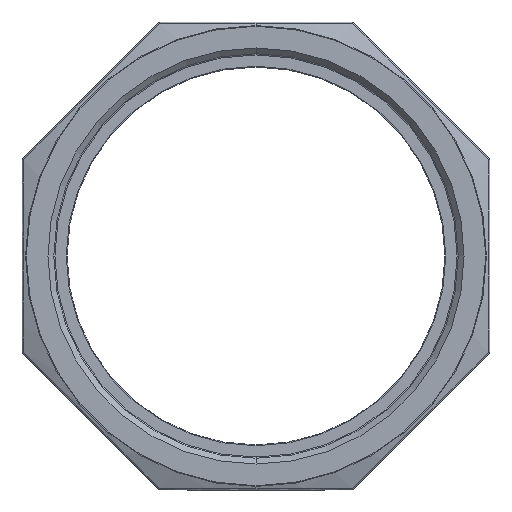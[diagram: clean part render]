
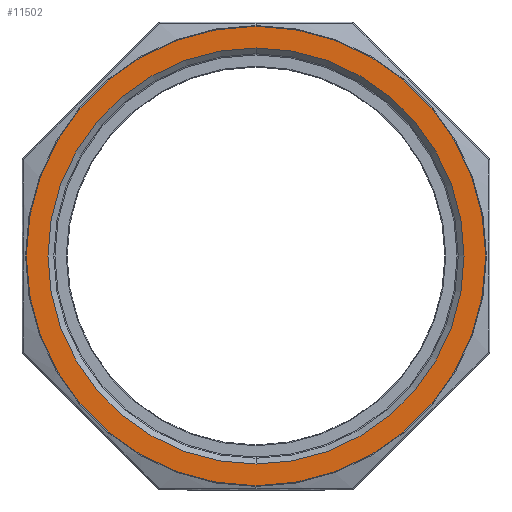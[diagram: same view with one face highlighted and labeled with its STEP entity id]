
A CAD part, left-side view. The second image highlights one B-rep face of the part: STEP entity #11502.
In plain terms, the highlighted planar face has unit normal (-1, 0, 0).
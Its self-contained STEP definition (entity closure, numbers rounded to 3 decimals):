
#67 = CARTESIAN_POINT ( 'NONE',  ( -30., 0., 0. ) ) ;
#179 = CIRCLE ( 'NONE', #17434, 58.912 ) ;
#758 = CARTESIAN_POINT ( 'NONE',  ( -30., 0., -58.912 ) ) ;
#1130 = DIRECTION ( 'NONE',  ( 0., 0., 1. ) ) ;
#1460 = DIRECTION ( 'NONE',  ( 0., 0., -1. ) ) ;
#2078 = FACE_BOUND ( 'NONE', #20542, .T. ) ;
#2302 = AXIS2_PLACEMENT_3D ( 'NONE', #11164, #4665, #1130 ) ;
#2686 = EDGE_CURVE ( 'NONE', #8662, #13988, #19680, .T. ) ;
#2972 = CARTESIAN_POINT ( 'NONE',  ( -30., 66.86, 0. ) ) ;
#3176 = CARTESIAN_POINT ( 'NONE',  ( -30., 0., 0. ) ) ;
#3315 = ORIENTED_EDGE ( 'NONE', *, *, #9652, .T. ) ;
#4646 = DIRECTION ( 'NONE',  ( -1., 0., 0. ) ) ;
#4665 = DIRECTION ( 'NONE',  ( -1., 0., 0. ) ) ;
#5241 = EDGE_LOOP ( 'NONE', ( #5354, #3315 ) ) ;
#5306 = CARTESIAN_POINT ( 'NONE',  ( -30., 0., 53.34 ) ) ;
#5354 = ORIENTED_EDGE ( 'NONE', *, *, #20905, .T. ) ;
#6399 = CARTESIAN_POINT ( 'NONE',  ( -30., 0., 58.912 ) ) ;
#7904 = VERTEX_POINT ( 'NONE', #6399 ) ;
#8066 = FACE_OUTER_BOUND ( 'NONE', #5241, .T. ) ;
#8432 = DIRECTION ( 'NONE',  ( 1., 0., 0. ) ) ;
#8662 = VERTEX_POINT ( 'NONE', #5306 ) ;
#9614 = DIRECTION ( 'NONE',  ( -1., 0., 0. ) ) ;
#9652 = EDGE_CURVE ( 'NONE', #18426, #7904, #179, .T. ) ;
#9747 = DIRECTION ( 'NONE',  ( 1., 0., 0. ) ) ;
#11164 = CARTESIAN_POINT ( 'NONE',  ( -30., 0., 0. ) ) ;
#11418 = CARTESIAN_POINT ( 'NONE',  ( -30., 0., 0. ) ) ;
#11502 = ADVANCED_FACE ( 'NONE', ( #8066, #2078 ), #12815, .T. ) ;
#11768 = DIRECTION ( 'NONE',  ( 0., 0., -1. ) ) ;
#11802 = ORIENTED_EDGE ( 'NONE', *, *, #12984, .T. ) ;
#12500 = AXIS2_PLACEMENT_3D ( 'NONE', #67, #8432, #11768 ) ;
#12815 = PLANE ( 'NONE',  #17059 ) ;
#12984 = EDGE_CURVE ( 'NONE', #13988, #8662, #13199, .T. ) ;
#13199 = CIRCLE ( 'NONE', #18459, 53.34 ) ;
#13988 = VERTEX_POINT ( 'NONE', #15407 ) ;
#14551 = DIRECTION ( 'NONE',  ( 0., 0., 1. ) ) ;
#15407 = CARTESIAN_POINT ( 'NONE',  ( -30., 0., -53.34 ) ) ;
#17059 = AXIS2_PLACEMENT_3D ( 'NONE', #2972, #9614, #14551 ) ;
#17434 = AXIS2_PLACEMENT_3D ( 'NONE', #11418, #4646, #21207 ) ;
#18426 = VERTEX_POINT ( 'NONE', #758 ) ;
#18459 = AXIS2_PLACEMENT_3D ( 'NONE', #3176, #9747, #1460 ) ;
#19680 = CIRCLE ( 'NONE', #12500, 53.34 ) ;
#19896 = ORIENTED_EDGE ( 'NONE', *, *, #2686, .T. ) ;
#20542 = EDGE_LOOP ( 'NONE', ( #19896, #11802 ) ) ;
#20594 = CIRCLE ( 'NONE', #2302, 58.912 ) ;
#20905 = EDGE_CURVE ( 'NONE', #7904, #18426, #20594, .T. ) ;
#21207 = DIRECTION ( 'NONE',  ( 0., 0., 1. ) ) ;
